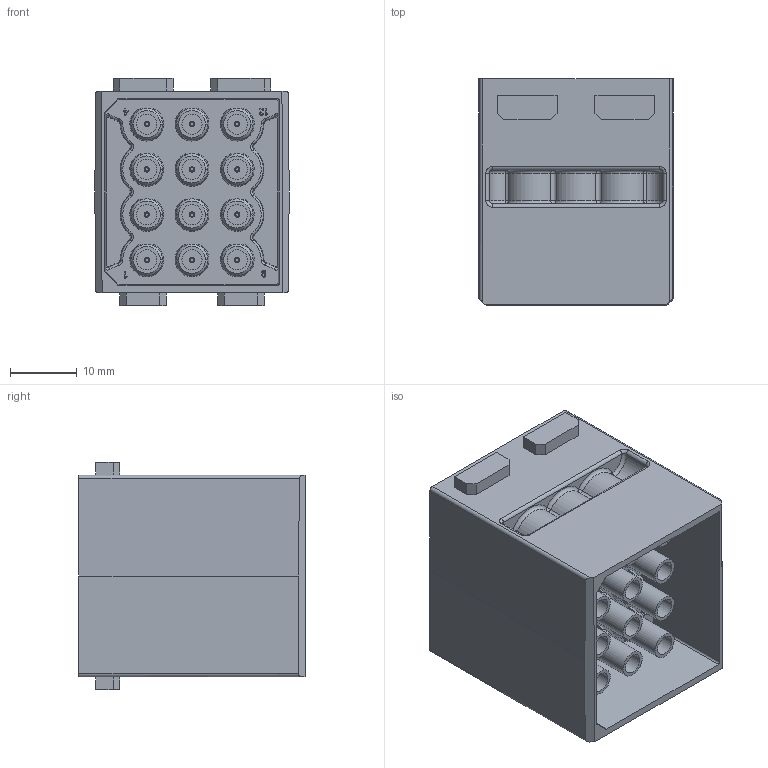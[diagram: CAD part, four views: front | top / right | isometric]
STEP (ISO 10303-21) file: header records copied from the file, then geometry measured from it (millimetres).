
FILE_DESCRIPTION(/* description */ (''),/* implementation_level */ '2;1');
FILE_NAME(/* name */ '3D_1290120100503_H2MC-012-MC_V1.1_stp.stp',/* time_stamp */ '2024-02-04T16:51:22+08:00',/* author */ (''),/* organization */ (''),/* preprocessor_version */ 'ST-DEVELOPER v18.1',/* originating_system */ 'SIEMENS PLM Software NX 1980',/* authorisation */ '');
FILE_SCHEMA (('AUTOMOTIVE_DESIGN { 1 0 10303 214 3 1 1 1 }'));
Length unit declared in the file: millimetre
Products named in the file (1): 1318193024BDb8xo
Bounding box: 29.2 x 34 x 34.2 mm (x, y, z)
Volume: 11537.9 mm3; surface area: 14992 mm2
Topology: 1 solids, 1 shells, 826 faces, 1811 edges, 1110 vertices
Faces by surface type: cylinder 378, plane 224, cone 144, torus 54, sphere 16, extrusion 10
Entity records: 29138 total; most frequent: CARTESIAN_POINT 5505, DIRECTION 3888, ORIENTED_EDGE 3620, EDGE_CURVE 1810, AXIS2_PLACEMENT_3D 1601, VERTEX_POINT 1110, EDGE_LOOP 974, ADVANCED_FACE 826
